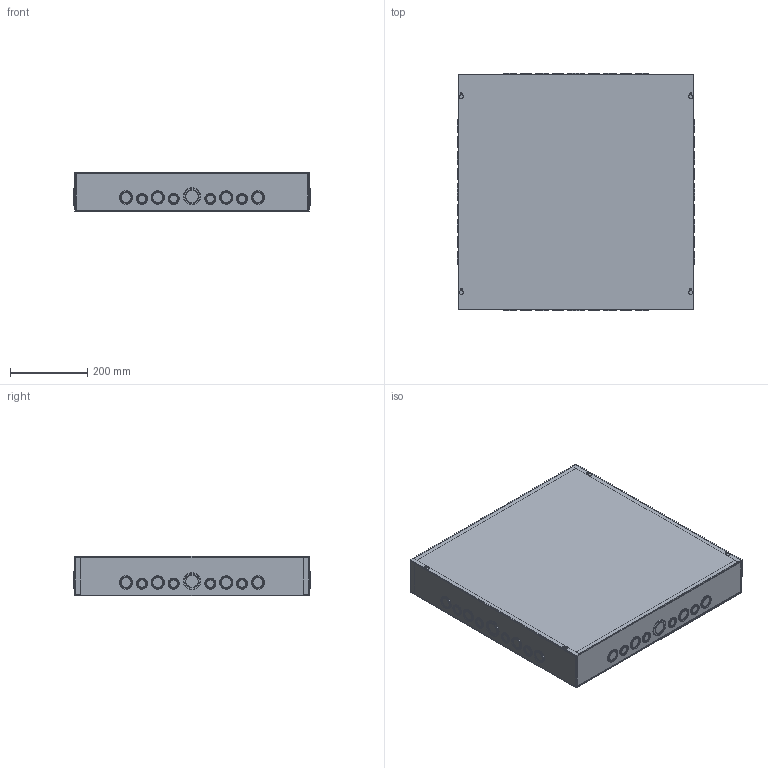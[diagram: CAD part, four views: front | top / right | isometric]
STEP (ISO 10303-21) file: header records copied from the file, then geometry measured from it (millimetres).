
FILE_DESCRIPTION (( 'STEP AP203' ), '1' );
FILE_NAME ('CSKO24244_Default.step', '2019-11-13T16:40:55', ( '' ), ( '' ), 'SwSTEP 2.0', 'SolidWorks 2019', '' );
FILE_SCHEMA (( 'CONFIG_CONTROL_DESIGN' ));
Length unit declared in the file: inch
Products named in the file (1): CSKO24244_Default
Bounding box: 615.54 x 615.54 x 103.05 mm (x, y, z)
Volume: 1516022 mm3; surface area: 2106862.6 mm2
Topology: 4 solids, 4 shells, 637 faces, 1406 edges, 926 vertices
Faces by surface type: cylinder 360, plane 269, bspline 4, cone 4
Entity records: 18027 total; most frequent: DIRECTION 3404, CARTESIAN_POINT 3042, ORIENTED_EDGE 2812, EDGE_CURVE 1406, AXIS2_PLACEMENT_3D 1368, VERTEX_POINT 926, EDGE_LOOP 820, CIRCLE 734
